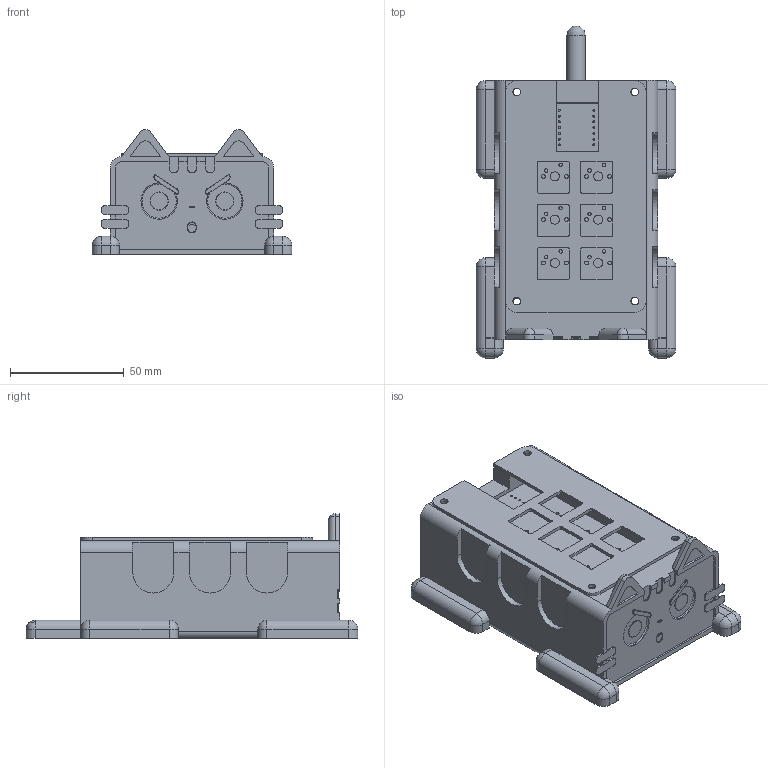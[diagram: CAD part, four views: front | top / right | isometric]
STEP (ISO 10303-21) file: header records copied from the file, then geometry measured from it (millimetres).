
FILE_DESCRIPTION(/* description */ (''),/* implementation_level */ '2;1');
FILE_NAME(/* name */ 'LOAF.step',/* time_stamp */ '2025-06-13T10:13:12-04:00',/* author */ (''),/* organization */ (''),/* preprocessor_version */ 'ST-DEVELOPER v20.1',/* originating_system */ 'Autodesk Translation Framework v14.10.0.0',/* authorisation */ '');
FILE_SCHEMA (('AUTOMOTIVE_DESIGN { 1 0 10303 214 3 1 1 }'));
Length unit declared in the file: millimetre
Products named in the file (5): loaf; Loaf_1; case; HACKPAD 1; HACKPAD_PCB
Assembly tree (4 placements, depth 4):
  loaf
    Loaf_1
      case
      HACKPAD 1
        HACKPAD_PCB
Bounding box: 87.9 x 146.06 x 54.96 mm (x, y, z)
Volume: 328775.4 mm3; surface area: 60037.4 mm2
Topology: 3 solids, 3 shells, 529 faces, 1364 edges, 869 vertices
Faces by surface type: plane 263, cylinder 189, bspline 52, sphere 15, torus 10
Full cylindrical faces by diameter (mm): 0.889 x14, 1.5 x12, 1.7 x12, 2 x10, 3.4 x8, 4 x6, 6 x4, 7.8 x2, 8 x2
Entity records: 17730 total; most frequent: CARTESIAN_POINT 4458, ORIENTED_EDGE 2720, DIRECTION 2690, EDGE_CURVE 1360, AXIS2_PLACEMENT_3D 924, VERTEX_POINT 869, LINE 842, VECTOR 842
